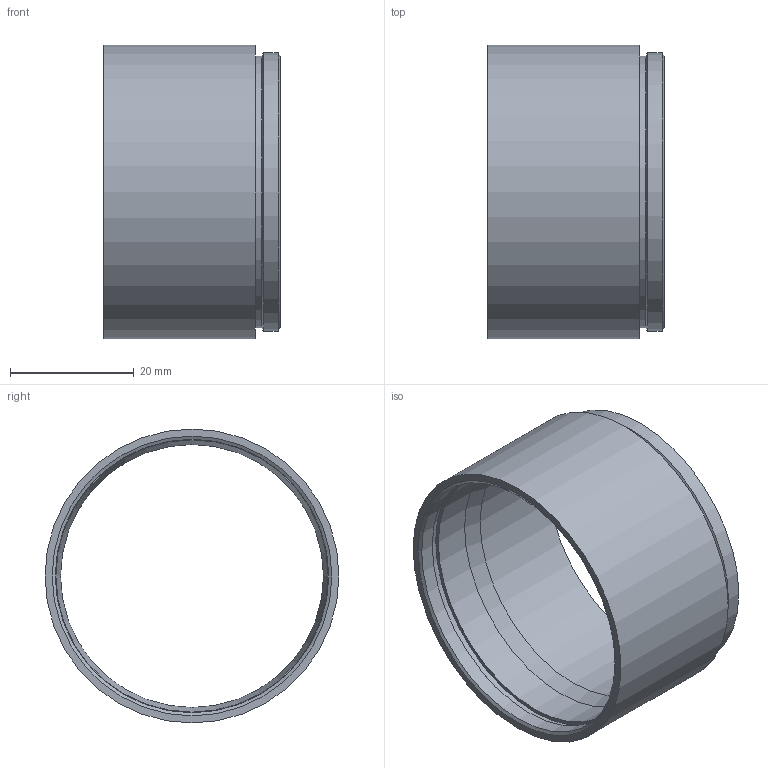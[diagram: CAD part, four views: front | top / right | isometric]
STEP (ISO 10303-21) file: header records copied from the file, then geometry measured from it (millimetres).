
FILE_DESCRIPTION(/* description */ (''),/* implementation_level */ '2;1');
FILE_NAME(/* name */ '2408-009-113-00_AP',/* time_stamp */ '2009-07-28T09:22:08+02:00',/* author */ (''),/* organization */ (''),/* preprocessor_version */ 'ST-DEVELOPER v9',/* originating_system */ 'UGS - NX 4.0',/* authorisation */ '');
FILE_SCHEMA (('AUTOMOTIVE_DESIGN { 1 0 10303 214 1 1 1 1 }'));
Length unit declared in the file: millimetre
Products named in the file (1): pant3010h96t
Bounding box: 28.5 x 47.5 x 47.5 mm (x, y, z)
Volume: 7940.3 mm3; surface area: 8871.5 mm2
Topology: 1 solids, 1 shells, 16 faces, 28 edges, 16 vertices
Faces by surface type: cylinder 7, cone 5, plane 4
Full cylindrical faces by diameter (mm): 42.5 x1, 43.9 x1, 44 x1, 44.188 x1, 45 x1, 45.2 x1, 47.5 x1
Entity records: 352 total; most frequent: DIRECTION 66, CARTESIAN_POINT 49, AXIS2_PLACEMENT_3D 33, EDGE_LOOP 32, ORIENTED_EDGE 32, FACE_BOUND 23, ADVANCED_FACE 16, VERTEX_POINT 16
